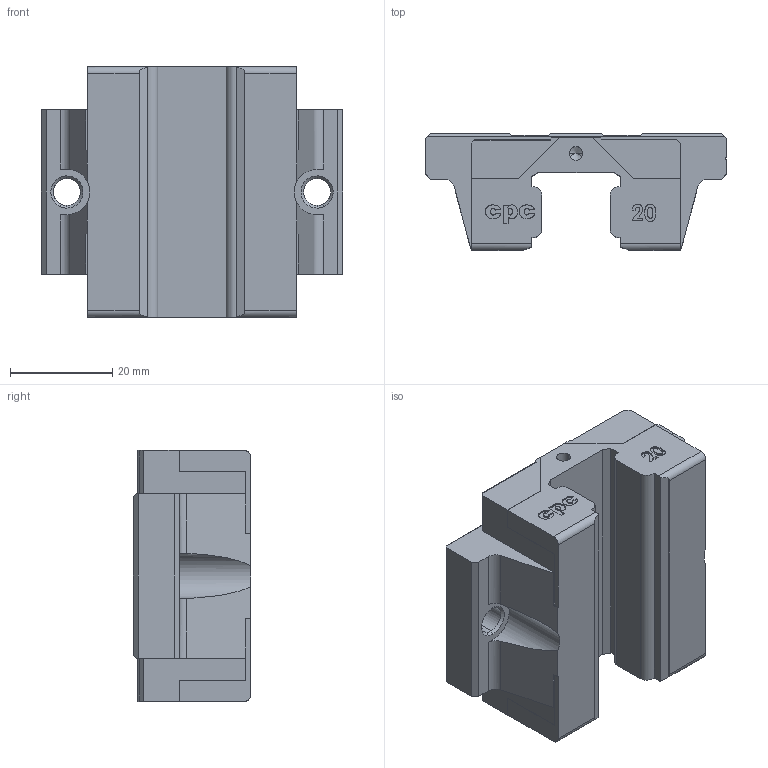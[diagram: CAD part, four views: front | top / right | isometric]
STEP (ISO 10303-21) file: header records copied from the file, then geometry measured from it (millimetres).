
FILE_DESCRIPTION (( 'STEP AP214' ), '1' );
FILE_NAME ('ARC20_FS-block.STEP', '2013-03-11T11:11:11', ( 'CPC' ), ( '' ), 'SwSTEP 2.0', 'SolidWorks 2010', '' );
FILE_SCHEMA (( 'AUTOMOTIVE_DESIGN' ));
Length unit declared in the file: millimetre
Products named in the file (1): ARC20_FS-block
Bounding box: 59 x 23 x 49.2 mm (x, y, z)
Volume: 39862.1 mm3; surface area: 11194.2 mm2
Topology: 1 solids, 5 shells, 300 faces, 802 edges, 528 vertices
Faces by surface type: plane 153, bspline 90, cylinder 41, cone 16
Entity records: 17364 total; most frequent: CARTESIAN_POINT 10067, ORIENTED_EDGE 1596, DIRECTION 1126, EDGE_CURVE 798, VERTEX_POINT 528, LINE 504, VECTOR 504, EDGE_LOOP 324
